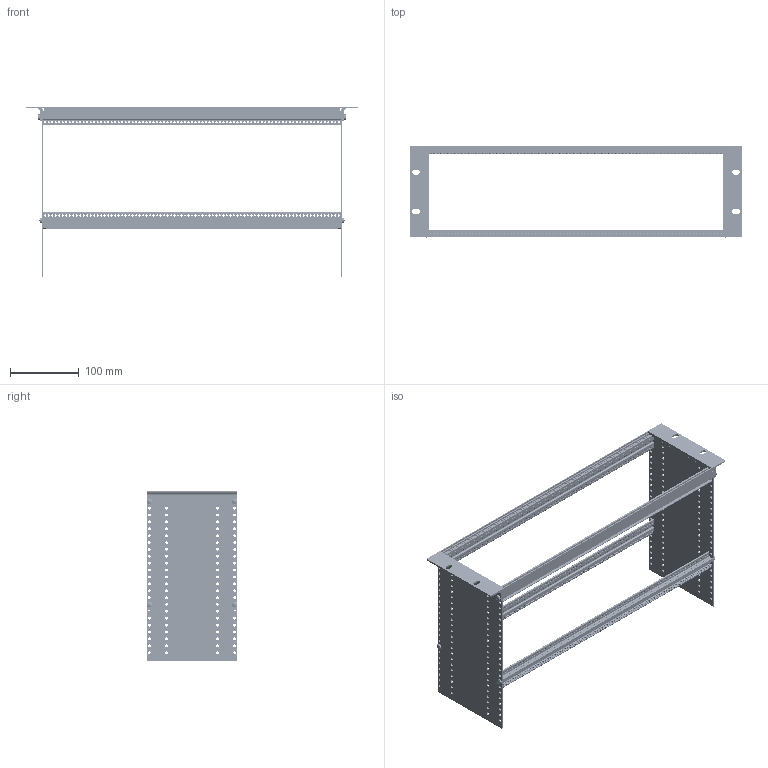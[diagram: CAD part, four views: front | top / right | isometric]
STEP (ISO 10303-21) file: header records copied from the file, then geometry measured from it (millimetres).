
FILE_DESCRIPTION((''),'2;1');
FILE_NAME('3684022_ASM','2014-09-02T',('wkoerber'),(''),'PRO/ENGINEER BY PARAMETRIC TECHNOLOGY CORPORATION, 2010160','PRO/ENGINEER BY PARAMETRIC TECHNOLOGY CORPORATION, 2010160','');
FILE_SCHEMA(('AUTOMOTIVE_DESIGN { 1 0 10303 214 1 1 1 1 }'));
Length unit declared in the file: millimetre
Products named in the file (8): 226203037022VM-SYM; J31814-V0002-Y003-X0-0055-SYM; 226203036184VM-; 226203040084VM-; 226204001399VM-TE084; 226203039000VM-; ISO7045-M4-12; 3684022_ASM
Assembly tree (60 placements, depth 2):
  3684022_ASM
    226203037022VM-SYM  x2
    J31814-V0002-Y003-X0-0055-SYM  x2
    226203036184VM-  x2
    226203040084VM-  x2
    226204001399VM-TE084  x2
    226203039000VM-  x42
    ISO7045-M4-12  x8
Bounding box: 482.4 x 132 x 247.75 mm (x, y, z)
Volume: 382794.6 mm3; surface area: 387113 mm2
Topology: 60 solids, 60 shells, 5038 faces, 15402 edges, 10140 vertices
Faces by surface type: cylinder 2602, plane 2420, sphere 16
Entity records: 42178 total; most frequent: DIRECTION 7437, CARTESIAN_POINT 6713, ORIENTED_EDGE 6502, EDGE_CURVE 3251, AXIS2_PLACEMENT_3D 3031, VERTEX_POINT 2163, EDGE_LOOP 1972, CIRCLE 1868
